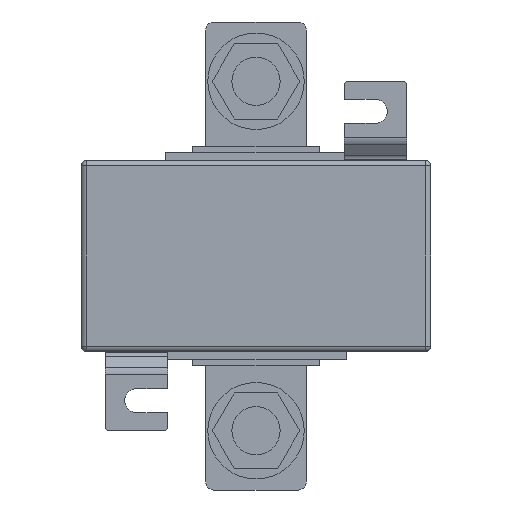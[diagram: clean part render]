
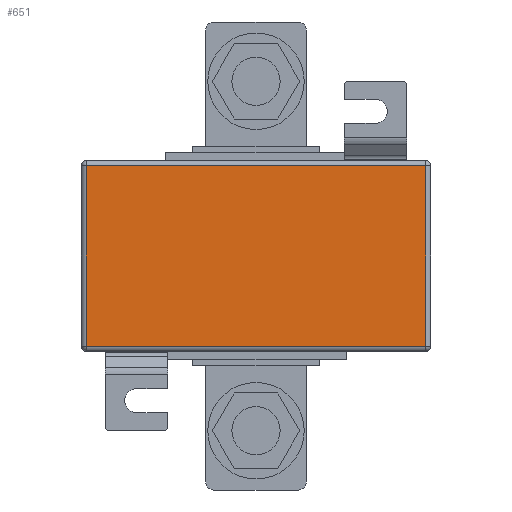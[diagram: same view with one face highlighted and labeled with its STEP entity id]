
A CAD part, front view. The second image highlights one B-rep face of the part: STEP entity #651.
In plain terms, the highlighted planar face has unit normal (0, -1, 0).
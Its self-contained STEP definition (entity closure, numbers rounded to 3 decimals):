
#12 = VERTEX_POINT ( 'NONE', #14086 ) ;
#336 = EDGE_LOOP ( 'NONE', ( #16443, #11523, #28594, #2419 ) ) ;
#651 = ADVANCED_FACE ( 'NONE', ( #5796 ), #6896, .F. ) ;
#1536 = VECTOR ( 'NONE', #23093, 1000. ) ;
#2419 = ORIENTED_EDGE ( 'NONE', *, *, #27025, .T. ) ;
#3321 = CARTESIAN_POINT ( 'NONE',  ( 42.2, -43.5, -22.45 ) ) ;
#3944 = VERTEX_POINT ( 'NONE', #3321 ) ;
#5269 = CARTESIAN_POINT ( 'NONE',  ( -43.5, -43.5, 22.45 ) ) ;
#5499 = DIRECTION ( 'NONE',  ( 0., 0., 1. ) ) ;
#5572 = DIRECTION ( 'NONE',  ( 0., 0., -1. ) ) ;
#5796 = FACE_OUTER_BOUND ( 'NONE', #336, .T. ) ;
#5833 = DIRECTION ( 'NONE',  ( 0., 1., 0. ) ) ;
#6171 = VECTOR ( 'NONE', #20947, 1000. ) ;
#6896 = PLANE ( 'NONE',  #23842 ) ;
#7174 = CARTESIAN_POINT ( 'NONE',  ( -43.5, -43.5, -22.45 ) ) ;
#7467 = CARTESIAN_POINT ( 'NONE',  ( 42.2, -43.5, 23.75 ) ) ;
#7838 = CARTESIAN_POINT ( 'NONE',  ( -43.5, -43.5, 23.75 ) ) ;
#8980 = VERTEX_POINT ( 'NONE', #26711 ) ;
#9059 = VECTOR ( 'NONE', #20562, 1000. ) ;
#11497 = VECTOR ( 'NONE', #5572, 1000. ) ;
#11523 = ORIENTED_EDGE ( 'NONE', *, *, #26945, .T. ) ;
#14086 = CARTESIAN_POINT ( 'NONE',  ( 42.2, -43.5, 22.45 ) ) ;
#16443 = ORIENTED_EDGE ( 'NONE', *, *, #26894, .T. ) ;
#18124 = LINE ( 'NONE', #5269, #6171 ) ;
#19006 = CARTESIAN_POINT ( 'NONE',  ( -42.2, -43.5, 23.75 ) ) ;
#19509 = LINE ( 'NONE', #7467, #1536 ) ;
#20562 = DIRECTION ( 'NONE',  ( 1., 0., 0. ) ) ;
#20947 = DIRECTION ( 'NONE',  ( -1., 0., 0. ) ) ;
#21897 = LINE ( 'NONE', #19006, #11497 ) ;
#22979 = LINE ( 'NONE', #7174, #9059 ) ;
#23093 = DIRECTION ( 'NONE',  ( 0., 0., 1. ) ) ;
#23842 = AXIS2_PLACEMENT_3D ( 'NONE', #7838, #5833, #5499 ) ;
#25203 = CARTESIAN_POINT ( 'NONE',  ( -42.2, -43.5, 22.45 ) ) ;
#25371 = VERTEX_POINT ( 'NONE', #25203 ) ;
#26711 = CARTESIAN_POINT ( 'NONE',  ( -42.2, -43.5, -22.45 ) ) ;
#26894 = EDGE_CURVE ( 'NONE', #8980, #3944, #22979, .T. ) ;
#26945 = EDGE_CURVE ( 'NONE', #3944, #12, #19509, .T. ) ;
#26986 = EDGE_CURVE ( 'NONE', #12, #25371, #18124, .T. ) ;
#27025 = EDGE_CURVE ( 'NONE', #25371, #8980, #21897, .T. ) ;
#28594 = ORIENTED_EDGE ( 'NONE', *, *, #26986, .T. ) ;
